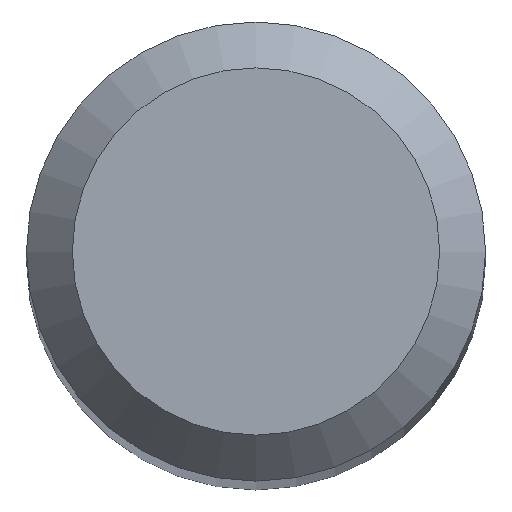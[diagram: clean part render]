
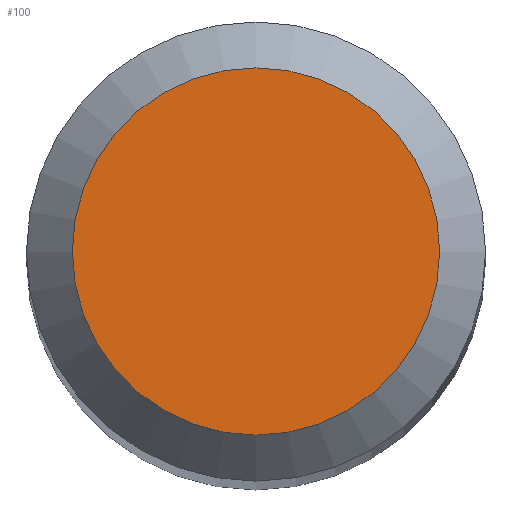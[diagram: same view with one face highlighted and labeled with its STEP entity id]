
A CAD part, top view. The second image highlights one B-rep face of the part: STEP entity #100.
In plain terms, the highlighted planar face has unit normal (0, 0, 1).
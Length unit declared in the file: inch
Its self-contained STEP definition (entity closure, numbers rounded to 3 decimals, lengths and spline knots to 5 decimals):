
#16=PLANE('',#116);
#33=FACE_OUTER_BOUND('',#45,.T.);
#45=EDGE_LOOP('',(#85));
#57=CIRCLE('',#114,0.1);
#65=VERTEX_POINT('',#171);
#73=EDGE_CURVE('',#65,#65,#57,.T.);
#85=ORIENTED_EDGE('',*,*,#73,.F.);
#100=ADVANCED_FACE('',(#33),#16,.F.);
#114=AXIS2_PLACEMENT_3D('',#172,#140,#141);
#116=AXIS2_PLACEMENT_3D('',#175,#144,#145);
#140=DIRECTION('center_axis',(0.,0.,-1.));
#141=DIRECTION('ref_axis',(-1.,0.,0.));
#144=DIRECTION('center_axis',(0.,0.,-1.));
#145=DIRECTION('ref_axis',(-1.,0.,0.));
#171=CARTESIAN_POINT('',(0.1,0.,1.551));
#172=CARTESIAN_POINT('Origin',(0.,0.,1.551));
#175=CARTESIAN_POINT('Origin',(0.,0.,1.551));
